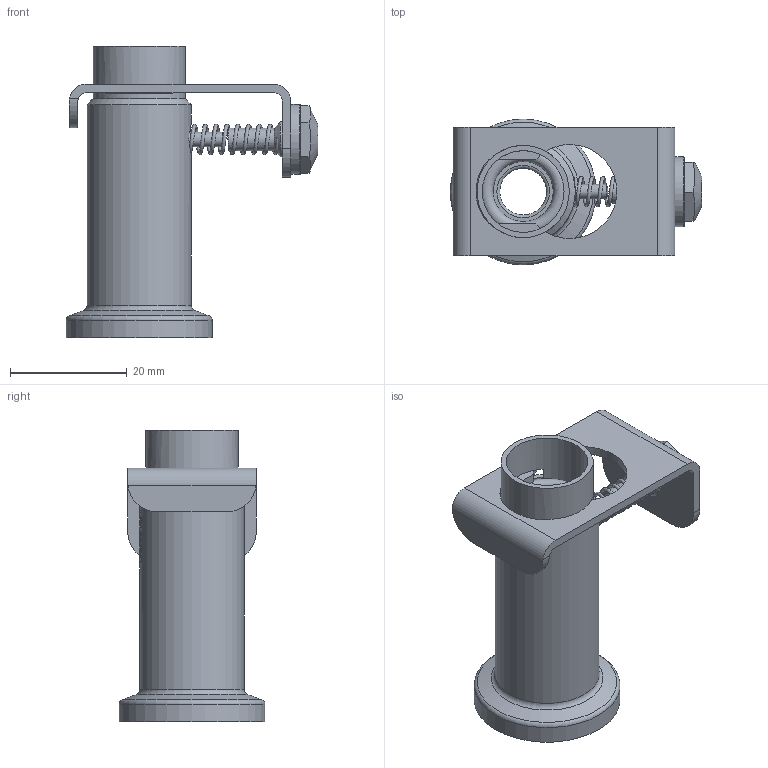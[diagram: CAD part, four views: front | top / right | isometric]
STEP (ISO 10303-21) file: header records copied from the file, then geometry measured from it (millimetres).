
FILE_DESCRIPTION(/* description */ ('This is a sample STEP configuration'),/* implementation_level */ '2;1');
FILE_NAME(/* name */ '800083.stp',/* time_stamp */ '2021-10-13T09:49:08+02:00',/* author */ ('powerJobs'),/* organization */ ('coolOrange'),/* preprocessor_version */ 'ST-DEVELOPER v18.1',/* originating_system */ 'Autodesk Inventor 2022',/* authorisation */ '');
FILE_SCHEMA (('AUTOMOTIVE_DESIGN { 1 0 10303 214 3 1 1 }'));
Length unit declared in the file: millimetre
Products named in the file (1): 800083
Bounding box: 43.1 x 25 x 50 mm (x, y, z)
Volume: 10416.8 mm3; surface area: 8880.9 mm2
Topology: 7 solids, 7 shells, 339 faces, 888 edges, 588 vertices
Faces by surface type: plane 143, bspline 127, cylinder 52, cone 9, torus 6, sphere 2
Full cylindrical faces by diameter (mm): 2.48 x1, 2.5 x1, 3 x1, 3.9 x1, 5.2 x1, 5.5 x1, 6 x1, 6.4 x1, 8 x1, 9.4 x1, 12 x1, 14 x1, 14.3 x1, 15.8 x1, 17.85 x1, 21.8 x1, 25 x1
Entity records: 16242 total; most frequent: CARTESIAN_POINT 8184, ORIENTED_EDGE 1772, DIRECTION 1217, EDGE_CURVE 886, VERTEX_POINT 588, LINE 443, VECTOR 443, AXIS2_PLACEMENT_3D 387
